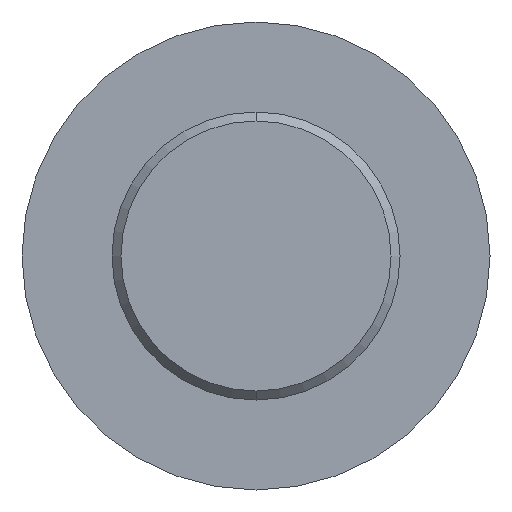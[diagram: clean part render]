
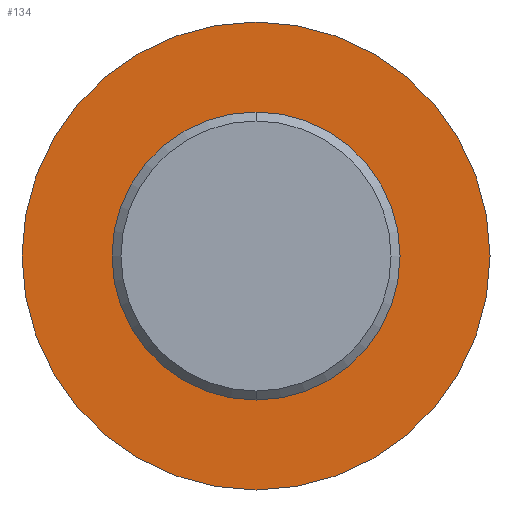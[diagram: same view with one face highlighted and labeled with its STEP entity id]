
A CAD part, front view. The second image highlights one B-rep face of the part: STEP entity #134.
In plain terms, the highlighted planar face has unit normal (0, -1, 0).
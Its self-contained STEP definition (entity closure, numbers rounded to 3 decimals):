
#14 = DIRECTION ( 'NONE',  ( 0., 0., 1. ) ) ;
#15 = DIRECTION ( 'NONE',  ( 0., 1., 0. ) ) ;
#16 = CARTESIAN_POINT ( 'NONE',  ( 0., 0., 0. ) ) ;
#20 = DIRECTION ( 'NONE',  ( 0., 0., 1. ) ) ;
#21 = DIRECTION ( 'NONE',  ( 0., -1., 0. ) ) ;
#22 = CARTESIAN_POINT ( 'NONE',  ( 0., 0., 0. ) ) ;
#25 = DIRECTION ( 'NONE',  ( 0., 0., 1. ) ) ;
#26 = DIRECTION ( 'NONE',  ( 0., 1., 0. ) ) ;
#27 = CARTESIAN_POINT ( 'NONE',  ( 0., 0., 0. ) ) ;
#96 = CARTESIAN_POINT ( 'NONE',  ( 0., 0., 0. ) ) ;
#99 = DIRECTION ( 'NONE',  ( 0., 0., 1. ) ) ;
#100 = DIRECTION ( 'NONE',  ( 0., 1., 0. ) ) ;
#102 = PLANE ( 'NONE',  #151 ) ;
#134 = ADVANCED_FACE ( 'NONE', ( #276, #403 ), #102, .F. ) ;
#151 = AXIS2_PLACEMENT_3D ( 'NONE', #96, #100, #99 ) ;
#170 = EDGE_CURVE ( 'NONE', #252, #249, #348, .T. ) ;
#172 = EDGE_CURVE ( 'NONE', #357, #412, #285, .T. ) ;
#173 = EDGE_CURVE ( 'NONE', #249, #252, #443, .T. ) ;
#194 = EDGE_CURVE ( 'NONE', #412, #357, #286, .T. ) ;
#206 = AXIS2_PLACEMENT_3D ( 'NONE', #27, #26, #25 ) ;
#207 = AXIS2_PLACEMENT_3D ( 'NONE', #22, #21, #20 ) ;
#208 = AXIS2_PLACEMENT_3D ( 'NONE', #16, #15, #14 ) ;
#213 = AXIS2_PLACEMENT_3D ( 'NONE', #496, #497, #498 ) ;
#239 = EDGE_LOOP ( 'NONE', ( #415, #434 ) ) ;
#245 = EDGE_LOOP ( 'NONE', ( #397, #321 ) ) ;
#249 = VERTEX_POINT ( 'NONE', #505 ) ;
#252 = VERTEX_POINT ( 'NONE', #499 ) ;
#276 = FACE_OUTER_BOUND ( 'NONE', #239, .T. ) ;
#285 = CIRCLE ( 'NONE', #207, 4. ) ;
#286 = CIRCLE ( 'NONE', #213, 4. ) ;
#321 = ORIENTED_EDGE ( 'NONE', *, *, #172, .F. ) ;
#348 = CIRCLE ( 'NONE', #206, 6.5 ) ;
#357 = VERTEX_POINT ( 'NONE', #513 ) ;
#397 = ORIENTED_EDGE ( 'NONE', *, *, #194, .F. ) ;
#403 = FACE_BOUND ( 'NONE', #245, .T. ) ;
#412 = VERTEX_POINT ( 'NONE', #522 ) ;
#415 = ORIENTED_EDGE ( 'NONE', *, *, #170, .F. ) ;
#434 = ORIENTED_EDGE ( 'NONE', *, *, #173, .F. ) ;
#443 = CIRCLE ( 'NONE', #208, 6.5 ) ;
#496 = CARTESIAN_POINT ( 'NONE',  ( 0., 0., 0. ) ) ;
#497 = DIRECTION ( 'NONE',  ( 0., -1., 0. ) ) ;
#498 = DIRECTION ( 'NONE',  ( 0., 0., 1. ) ) ;
#499 = CARTESIAN_POINT ( 'NONE',  ( 0., 0., -6.5 ) ) ;
#505 = CARTESIAN_POINT ( 'NONE',  ( 0., 0., 6.5 ) ) ;
#513 = CARTESIAN_POINT ( 'NONE',  ( 0., 0., -4. ) ) ;
#522 = CARTESIAN_POINT ( 'NONE',  ( 0., 0., 4. ) ) ;
